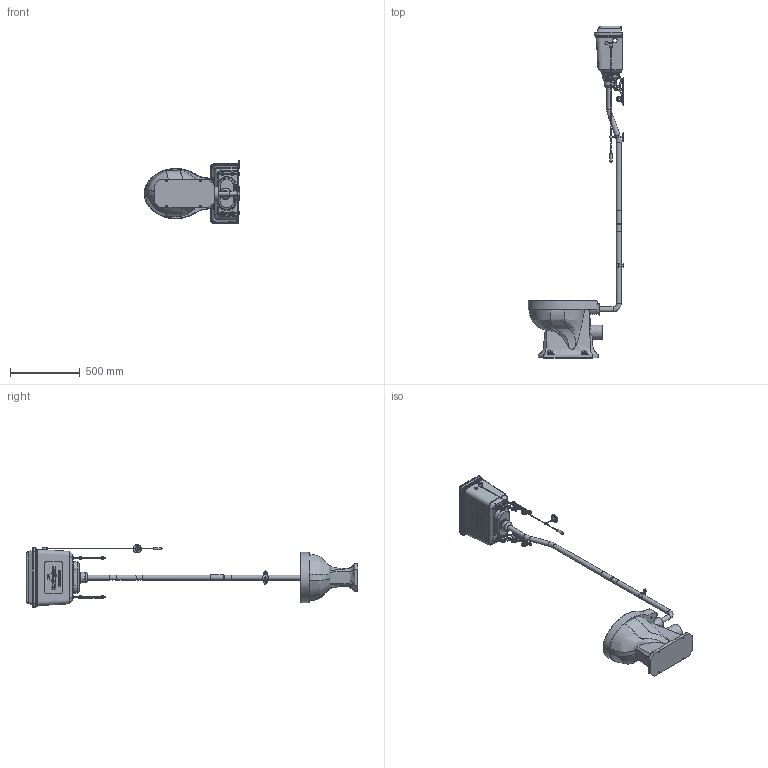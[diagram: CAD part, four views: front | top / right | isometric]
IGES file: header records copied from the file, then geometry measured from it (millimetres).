
Global section: file name: 2775; native system: AutoCAD 2016 - English; preprocessor: Autodesk Translation Framework DWG producer (atf_dwg_producer); organization: unknown; date: 20161028.084346; units: millimetre
Bounding box: 683.06 x 2380 x 451.67 mm (x, y, z)
Volume: 18455593.4 mm3; surface area: 2680645.3 mm2
Topology: 132 solids, 134 shells, 2382 faces, 6317 edges, 4214 vertices
Faces by surface type: bspline 2382
